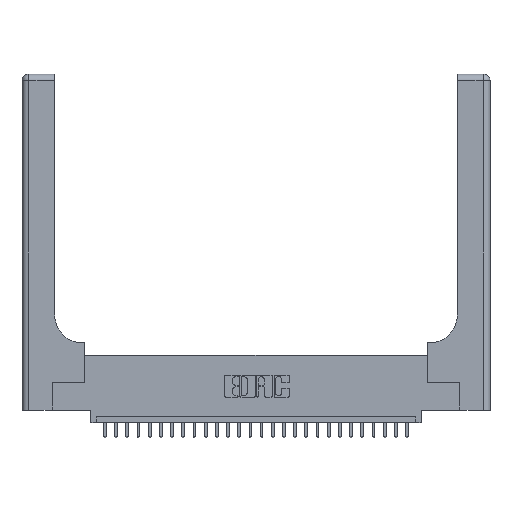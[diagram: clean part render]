
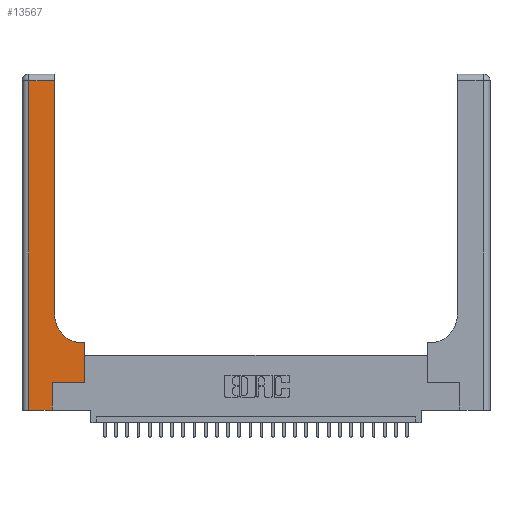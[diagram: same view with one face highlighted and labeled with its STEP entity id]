
A CAD part, top view. The second image highlights one B-rep face of the part: STEP entity #13567.
In plain terms, the highlighted planar face has unit normal (0, 0, 1).
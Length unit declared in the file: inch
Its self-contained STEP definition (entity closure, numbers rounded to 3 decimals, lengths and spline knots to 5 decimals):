
#239 = DIRECTION ( 'NONE',  ( -1., 0., 0. ) ) ;
#488 = CARTESIAN_POINT ( 'NONE',  ( 0.5415, 0.85, 0.37 ) ) ;
#627 = VECTOR ( 'NONE', #22963, 39.37008 ) ;
#1275 = CARTESIAN_POINT ( 'NONE',  ( 0.5585, 0.25, 0.37 ) ) ;
#1644 = VECTOR ( 'NONE', #25731, 39.37008 ) ;
#1695 = CARTESIAN_POINT ( 'NONE',  ( 0.06, 0., 0.37 ) ) ;
#1886 = CARTESIAN_POINT ( 'NONE',  ( 0.2915, 0.6, 0.37 ) ) ;
#1897 = VECTOR ( 'NONE', #24480, 39.37008 ) ;
#2737 = AXIS2_PLACEMENT_3D ( 'NONE', #488, #2990, #3086 ) ;
#2990 = DIRECTION ( 'NONE',  ( 0., 0., -1. ) ) ;
#3036 = CARTESIAN_POINT ( 'NONE',  ( 0.5415, 0.6, 0.37 ) ) ;
#3086 = DIRECTION ( 'NONE',  ( 1., 0., 0. ) ) ;
#3513 = LINE ( 'NONE', #15663, #10775 ) ;
#3786 = ORIENTED_EDGE ( 'NONE', *, *, #8685, .T. ) ;
#4029 = LINE ( 'NONE', #20036, #16033 ) ;
#4390 = DIRECTION ( 'NONE',  ( 0., 0., -1. ) ) ;
#5061 = CARTESIAN_POINT ( 'NONE',  ( 0.06, 2.94, 0.37 ) ) ;
#5072 = VERTEX_POINT ( 'NONE', #1275 ) ;
#5409 = AXIS2_PLACEMENT_3D ( 'NONE', #10934, #4390, #239 ) ;
#6012 = EDGE_CURVE ( 'NONE', #10414, #7542, #16189, .T. ) ;
#6132 = VERTEX_POINT ( 'NONE', #13888 ) ;
#6510 = CARTESIAN_POINT ( 'NONE',  ( 0.269, 0., 0.37 ) ) ;
#7542 = VERTEX_POINT ( 'NONE', #27389 ) ;
#7684 = LINE ( 'NONE', #26694, #1897 ) ;
#7752 = CARTESIAN_POINT ( 'NONE',  ( 0.2915, 3., 0.37 ) ) ;
#7855 = EDGE_CURVE ( 'NONE', #5072, #6132, #16444, .T. ) ;
#8190 = CARTESIAN_POINT ( 'NONE',  ( 0.269, 0.25, 0.37 ) ) ;
#8304 = VECTOR ( 'NONE', #12394, 39.37008 ) ;
#8685 = EDGE_CURVE ( 'NONE', #6132, #22577, #17743, .T. ) ;
#8826 = ORIENTED_EDGE ( 'NONE', *, *, #24348, .T. ) ;
#10054 = ORIENTED_EDGE ( 'NONE', *, *, #21265, .T. ) ;
#10414 = VERTEX_POINT ( 'NONE', #21454 ) ;
#10603 = CIRCLE ( 'NONE', #2737, 0.25 ) ;
#10775 = VECTOR ( 'NONE', #24243, 39.37008 ) ;
#10934 = CARTESIAN_POINT ( 'NONE',  ( 0., 3., 0.37 ) ) ;
#11676 = CARTESIAN_POINT ( 'NONE',  ( 0.269, 0.25, 0.37 ) ) ;
#12030 = EDGE_LOOP ( 'NONE', ( #21378, #8826, #10054, #25962, #26895, #19547, #18074, #3786, #15595 ) ) ;
#12394 = DIRECTION ( 'NONE',  ( 0., 1., 0. ) ) ;
#12519 = DIRECTION ( 'NONE',  ( 1., 0., 0. ) ) ;
#13149 = VERTEX_POINT ( 'NONE', #6510 ) ;
#13567 = ADVANCED_FACE ( 'NONE', ( #14751 ), #24280, .F. ) ;
#13888 = CARTESIAN_POINT ( 'NONE',  ( 0.5585, 0.6, 0.37 ) ) ;
#14751 = FACE_OUTER_BOUND ( 'NONE', #12030, .T. ) ;
#15595 = ORIENTED_EDGE ( 'NONE', *, *, #18018, .T. ) ;
#15663 = CARTESIAN_POINT ( 'NONE',  ( 0.06, 3., 0.37 ) ) ;
#16033 = VECTOR ( 'NONE', #19101, 39.37008 ) ;
#16189 = LINE ( 'NONE', #7752, #8304 ) ;
#16444 = LINE ( 'NONE', #23144, #627 ) ;
#16953 = VERTEX_POINT ( 'NONE', #1695 ) ;
#17743 = LINE ( 'NONE', #1886, #1644 ) ;
#18005 = EDGE_CURVE ( 'NONE', #16953, #13149, #4029, .T. ) ;
#18018 = EDGE_CURVE ( 'NONE', #22577, #10414, #10603, .T. ) ;
#18074 = ORIENTED_EDGE ( 'NONE', *, *, #7855, .T. ) ;
#18316 = CARTESIAN_POINT ( 'NONE',  ( 0.269, 0., 0.37 ) ) ;
#18429 = VERTEX_POINT ( 'NONE', #5061 ) ;
#19101 = DIRECTION ( 'NONE',  ( 1., 0., 0. ) ) ;
#19508 = VERTEX_POINT ( 'NONE', #11676 ) ;
#19547 = ORIENTED_EDGE ( 'NONE', *, *, #23424, .T. ) ;
#19962 = LINE ( 'NONE', #18316, #26390 ) ;
#20036 = CARTESIAN_POINT ( 'NONE',  ( 0., 0., 0.37 ) ) ;
#20590 = EDGE_CURVE ( 'NONE', #13149, #19508, #19962, .T. ) ;
#21265 = EDGE_CURVE ( 'NONE', #18429, #16953, #3513, .T. ) ;
#21378 = ORIENTED_EDGE ( 'NONE', *, *, #6012, .T. ) ;
#21427 = VECTOR ( 'NONE', #12519, 39.37008 ) ;
#21454 = CARTESIAN_POINT ( 'NONE',  ( 0.2915, 0.85, 0.37 ) ) ;
#22577 = VERTEX_POINT ( 'NONE', #3036 ) ;
#22751 = DIRECTION ( 'NONE',  ( 0., 1., 0. ) ) ;
#22963 = DIRECTION ( 'NONE',  ( 0., 1., 0. ) ) ;
#23144 = CARTESIAN_POINT ( 'NONE',  ( 0.5585, 0.25, 0.37 ) ) ;
#23424 = EDGE_CURVE ( 'NONE', #19508, #5072, #27899, .T. ) ;
#24243 = DIRECTION ( 'NONE',  ( 0., -1., 0. ) ) ;
#24280 = PLANE ( 'NONE',  #5409 ) ;
#24348 = EDGE_CURVE ( 'NONE', #7542, #18429, #7684, .T. ) ;
#24480 = DIRECTION ( 'NONE',  ( -1., 0., 0. ) ) ;
#25731 = DIRECTION ( 'NONE',  ( -1., 0., 0. ) ) ;
#25962 = ORIENTED_EDGE ( 'NONE', *, *, #18005, .T. ) ;
#26390 = VECTOR ( 'NONE', #22751, 39.37008 ) ;
#26694 = CARTESIAN_POINT ( 'NONE',  ( 0., 2.94, 0.37 ) ) ;
#26895 = ORIENTED_EDGE ( 'NONE', *, *, #20590, .T. ) ;
#27389 = CARTESIAN_POINT ( 'NONE',  ( 0.2915, 2.94, 0.37 ) ) ;
#27899 = LINE ( 'NONE', #8190, #21427 ) ;
